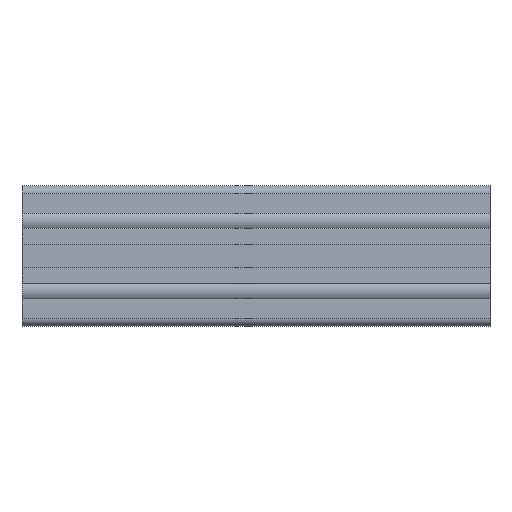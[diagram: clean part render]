
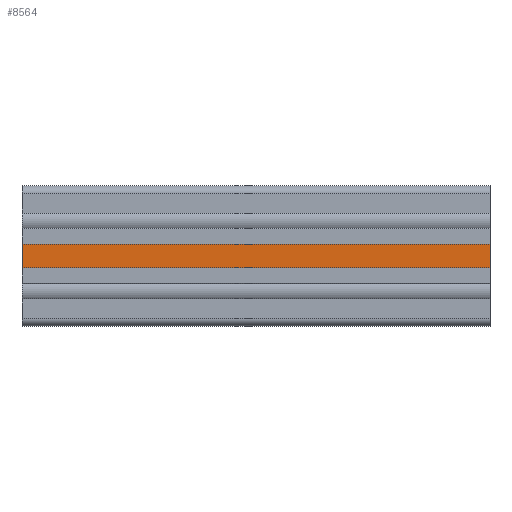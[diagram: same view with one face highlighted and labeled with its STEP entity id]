
A CAD part, front view. The second image highlights one B-rep face of the part: STEP entity #8564.
In plain terms, the highlighted planar face has unit normal (0, -1, 0).
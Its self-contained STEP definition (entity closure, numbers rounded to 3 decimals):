
#790 = FACE_OUTER_BOUND ( 'NONE', #3429, .T. ) ;
#1291 = VERTEX_POINT ( 'NONE', #9743 ) ;
#1374 = VERTEX_POINT ( 'NONE', #9826 ) ;
#1402 = VERTEX_POINT ( 'NONE', #9854 ) ;
#1626 = ORIENTED_EDGE ( 'NONE', *, *, #4001, .F. ) ;
#1643 = ORIENTED_EDGE ( 'NONE', *, *, #3993, .T. ) ;
#2268 = PLANE ( 'NONE',  #4414 ) ;
#2271 = CARTESIAN_POINT ( 'NONE',  ( -427.279, -44.6, 7.5 ) ) ;
#2277 = DIRECTION ( 'NONE',  ( 0., -1., 0. ) ) ;
#2278 = DIRECTION ( 'NONE',  ( 0., 0., -1. ) ) ;
#3429 = EDGE_LOOP ( 'NONE', ( #1626, #1643, #8787, #8788 ) ) ;
#3741 = VECTOR ( 'NONE', #9927, 1000. ) ;
#3749 = LINE ( 'NONE', #9922, #3741 ) ;
#3752 = LINE ( 'NONE', #9932, #3763 ) ;
#3763 = VECTOR ( 'NONE', #9941, 1000. ) ;
#3766 = LINE ( 'NONE', #9948, #3779 ) ;
#3779 = VECTOR ( 'NONE', #9957, 1000. ) ;
#3796 = LINE ( 'NONE', #9989, #3812 ) ;
#3812 = VECTOR ( 'NONE', #9993, 1000. ) ;
#3986 = EDGE_CURVE ( 'NONE', #11868, #1291, #3749, .T. ) ;
#3993 = EDGE_CURVE ( 'NONE', #1402, #1374, #3752, .T. ) ;
#4001 = EDGE_CURVE ( 'NONE', #1402, #11868, #3766, .T. ) ;
#4018 = EDGE_CURVE ( 'NONE', #1291, #1374, #3796, .T. ) ;
#4414 = AXIS2_PLACEMENT_3D ( 'NONE', #2271, #2277, #2278 ) ;
#8564 = ADVANCED_FACE ( 'NONE', ( #790 ), #2268, .T. ) ;
#8787 = ORIENTED_EDGE ( 'NONE', *, *, #4018, .F. ) ;
#8788 = ORIENTED_EDGE ( 'NONE', *, *, #3986, .F. ) ;
#9743 = CARTESIAN_POINT ( 'NONE',  ( 0., -44.6, 7.5 ) ) ;
#9826 = CARTESIAN_POINT ( 'NONE',  ( 0., -44.6, -7.5 ) ) ;
#9854 = CARTESIAN_POINT ( 'NONE',  ( -300., -44.6, -7.5 ) ) ;
#9922 = CARTESIAN_POINT ( 'NONE',  ( -427.279, -44.6, 7.5 ) ) ;
#9927 = DIRECTION ( 'NONE',  ( 1., 0., 0. ) ) ;
#9932 = CARTESIAN_POINT ( 'NONE',  ( -427.279, -44.6, -7.5 ) ) ;
#9941 = DIRECTION ( 'NONE',  ( 1., 0., 0. ) ) ;
#9948 = CARTESIAN_POINT ( 'NONE',  ( -300., -44.6, 7.5 ) ) ;
#9957 = DIRECTION ( 'NONE',  ( 0., 0., 1. ) ) ;
#9989 = CARTESIAN_POINT ( 'NONE',  ( 0., -44.6, 7.5 ) ) ;
#9993 = DIRECTION ( 'NONE',  ( 0., 0., -1. ) ) ;
#11808 = CARTESIAN_POINT ( 'NONE',  ( -300., -44.6, 7.5 ) ) ;
#11868 = VERTEX_POINT ( 'NONE', #11808 ) ;
